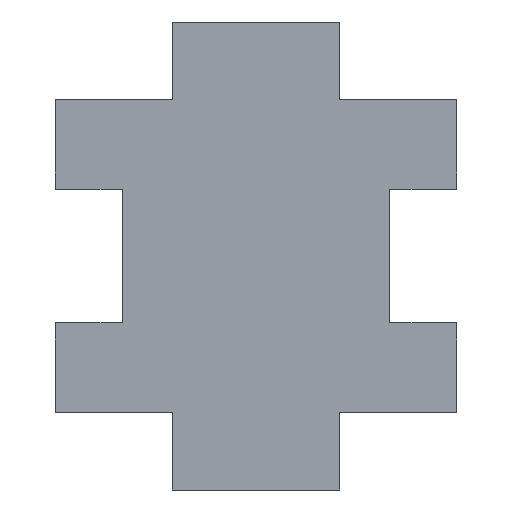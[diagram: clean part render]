
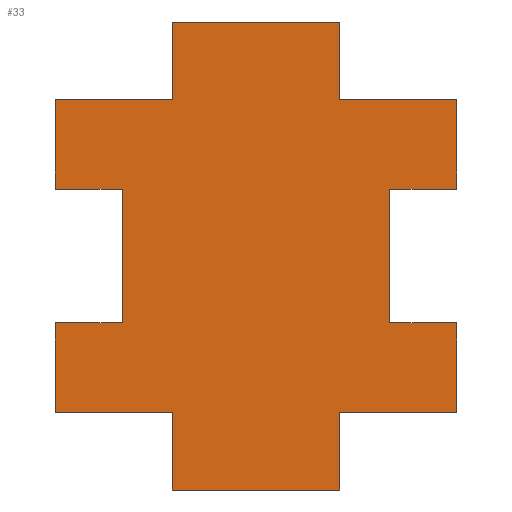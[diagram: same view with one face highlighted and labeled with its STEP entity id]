
A CAD part, front view. The second image highlights one B-rep face of the part: STEP entity #33.
In plain terms, the highlighted planar face has unit normal (0, -1, 0).
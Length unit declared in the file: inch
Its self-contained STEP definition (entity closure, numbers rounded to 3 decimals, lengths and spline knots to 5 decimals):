
#7 = CARTESIAN_POINT ( 'NONE',  ( 1.5, 0., -1.17126 ) ) ;
#14 = CARTESIAN_POINT ( 'NONE',  ( -1.5, 0., -0.5 ) ) ;
#15 = FACE_OUTER_BOUND ( 'NONE', #672, .T. ) ;
#24 = CARTESIAN_POINT ( 'NONE',  ( 1.5, 0., 0.5 ) ) ;
#26 = ORIENTED_EDGE ( 'NONE', *, *, #239, .F. ) ;
#30 = CARTESIAN_POINT ( 'NONE',  ( -0.625, 0., 1.75 ) ) ;
#33 = ADVANCED_FACE ( 'NONE', ( #15 ), #622, .F. ) ;
#38 = VERTEX_POINT ( 'NONE', #119 ) ;
#39 = CARTESIAN_POINT ( 'NONE',  ( -0.625, 0., -1.17126 ) ) ;
#45 = VERTEX_POINT ( 'NONE', #349 ) ;
#52 = CARTESIAN_POINT ( 'NONE',  ( -1.5, 0., -1.17126 ) ) ;
#54 = DIRECTION ( 'NONE',  ( 0., 0., 1. ) ) ;
#56 = DIRECTION ( 'NONE',  ( 0., 1., 0. ) ) ;
#58 = VERTEX_POINT ( 'NONE', #63 ) ;
#59 = CARTESIAN_POINT ( 'NONE',  ( 0., 0., 0. ) ) ;
#63 = CARTESIAN_POINT ( 'NONE',  ( 0.625, 0., -1.17126 ) ) ;
#64 = LINE ( 'NONE', #351, #503 ) ;
#67 = ORIENTED_EDGE ( 'NONE', *, *, #644, .F. ) ;
#72 = CARTESIAN_POINT ( 'NONE',  ( 0.625, 0., 1.17126 ) ) ;
#76 = DIRECTION ( 'NONE',  ( 1., 0., 0. ) ) ;
#78 = CARTESIAN_POINT ( 'NONE',  ( 0.625, 0., -1.75 ) ) ;
#82 = EDGE_CURVE ( 'NONE', #193, #406, #189, .T. ) ;
#91 = VERTEX_POINT ( 'NONE', #192 ) ;
#92 = ORIENTED_EDGE ( 'NONE', *, *, #146, .F. ) ;
#96 = CARTESIAN_POINT ( 'NONE',  ( 1., 0., 0.5 ) ) ;
#100 = CARTESIAN_POINT ( 'NONE',  ( 1., 0., -0.5 ) ) ;
#102 = LINE ( 'NONE', #668, #623 ) ;
#105 = EDGE_CURVE ( 'NONE', #574, #345, #112, .T. ) ;
#107 = VERTEX_POINT ( 'NONE', #133 ) ;
#108 = EDGE_CURVE ( 'NONE', #45, #58, #415, .T. ) ;
#111 = LINE ( 'NONE', #100, #234 ) ;
#112 = LINE ( 'NONE', #476, #542 ) ;
#116 = ORIENTED_EDGE ( 'NONE', *, *, #518, .F. ) ;
#119 = CARTESIAN_POINT ( 'NONE',  ( -1.5, 0., 0.5 ) ) ;
#120 = LINE ( 'NONE', #452, #692 ) ;
#121 = VECTOR ( 'NONE', #144, 39.37008 ) ;
#129 = LINE ( 'NONE', #167, #634 ) ;
#133 = CARTESIAN_POINT ( 'NONE',  ( 1., 0., -0.5 ) ) ;
#137 = LINE ( 'NONE', #78, #522 ) ;
#138 = DIRECTION ( 'NONE',  ( 0., 0., 1. ) ) ;
#143 = ORIENTED_EDGE ( 'NONE', *, *, #501, .F. ) ;
#144 = DIRECTION ( 'NONE',  ( -1., 0., 0. ) ) ;
#146 = EDGE_CURVE ( 'NONE', #438, #38, #732, .T. ) ;
#148 = CARTESIAN_POINT ( 'NONE',  ( 0.625, 0., 1.75 ) ) ;
#151 = CARTESIAN_POINT ( 'NONE',  ( 1.5, 0., 0.5 ) ) ;
#161 = ORIENTED_EDGE ( 'NONE', *, *, #451, .F. ) ;
#164 = CARTESIAN_POINT ( 'NONE',  ( -1.5, 0., -0.5 ) ) ;
#167 = CARTESIAN_POINT ( 'NONE',  ( 1., 0., 0.5 ) ) ;
#171 = CARTESIAN_POINT ( 'NONE',  ( -0.625, 0., 1.75 ) ) ;
#175 = VERTEX_POINT ( 'NONE', #190 ) ;
#178 = CARTESIAN_POINT ( 'NONE',  ( -1.5, 0., 1.17126 ) ) ;
#187 = EDGE_CURVE ( 'NONE', #627, #91, #137, .T. ) ;
#189 = LINE ( 'NONE', #195, #264 ) ;
#190 = CARTESIAN_POINT ( 'NONE',  ( 1.5, 0., -0.5 ) ) ;
#192 = CARTESIAN_POINT ( 'NONE',  ( -0.625, 0., -1.75 ) ) ;
#193 = VERTEX_POINT ( 'NONE', #72 ) ;
#194 = ORIENTED_EDGE ( 'NONE', *, *, #467, .F. ) ;
#195 = CARTESIAN_POINT ( 'NONE',  ( 1.5, 0., 1.17126 ) ) ;
#202 = LINE ( 'NONE', #14, #625 ) ;
#210 = CARTESIAN_POINT ( 'NONE',  ( -0.625, 0., -1.17126 ) ) ;
#213 = VECTOR ( 'NONE', #431, 39.37008 ) ;
#229 = EDGE_CURVE ( 'NONE', #566, #193, #336, .T. ) ;
#233 = DIRECTION ( 'NONE',  ( 0., 0., 1. ) ) ;
#234 = VECTOR ( 'NONE', #652, 39.37008 ) ;
#238 = CARTESIAN_POINT ( 'NONE',  ( -0.625, 0., -1.17126 ) ) ;
#239 = EDGE_CURVE ( 'NONE', #580, #442, #202, .T. ) ;
#244 = CARTESIAN_POINT ( 'NONE',  ( -1.5, 0., 0.5 ) ) ;
#251 = DIRECTION ( 'NONE',  ( 0., 0., -1. ) ) ;
#254 = VECTOR ( 'NONE', #251, 39.37008 ) ;
#257 = EDGE_CURVE ( 'NONE', #335, #456, #481, .T. ) ;
#261 = CARTESIAN_POINT ( 'NONE',  ( -0.625, 0., 1.17126 ) ) ;
#264 = VECTOR ( 'NONE', #306, 39.37008 ) ;
#269 = DIRECTION ( 'NONE',  ( 0., 0., 1. ) ) ;
#273 = LINE ( 'NONE', #399, #495 ) ;
#277 = CARTESIAN_POINT ( 'NONE',  ( -1., 0., 0.5 ) ) ;
#284 = VECTOR ( 'NONE', #269, 39.37008 ) ;
#295 = CARTESIAN_POINT ( 'NONE',  ( 0.625, 0., -1.75 ) ) ;
#306 = DIRECTION ( 'NONE',  ( 1., 0., 0. ) ) ;
#309 = DIRECTION ( 'NONE',  ( -1., 0., 0. ) ) ;
#312 = DIRECTION ( 'NONE',  ( -1., 0., 0. ) ) ;
#325 = CARTESIAN_POINT ( 'NONE',  ( -1., 0., -0.5 ) ) ;
#330 = ORIENTED_EDGE ( 'NONE', *, *, #514, .F. ) ;
#331 = AXIS2_PLACEMENT_3D ( 'NONE', #59, #56, #464 ) ;
#335 = VERTEX_POINT ( 'NONE', #151 ) ;
#336 = LINE ( 'NONE', #148, #254 ) ;
#341 = CARTESIAN_POINT ( 'NONE',  ( 0.625, 0., 1.75 ) ) ;
#343 = DIRECTION ( 'NONE',  ( 0., 0., -1. ) ) ;
#345 = VERTEX_POINT ( 'NONE', #261 ) ;
#349 = CARTESIAN_POINT ( 'NONE',  ( 1.5, 0., -1.17126 ) ) ;
#351 = CARTESIAN_POINT ( 'NONE',  ( 1.5, 0., -0.5 ) ) ;
#380 = ORIENTED_EDGE ( 'NONE', *, *, #82, .F. ) ;
#382 = VERTEX_POINT ( 'NONE', #39 ) ;
#393 = LINE ( 'NONE', #30, #284 ) ;
#396 = LINE ( 'NONE', #238, #597 ) ;
#398 = ORIENTED_EDGE ( 'NONE', *, *, #527, .F. ) ;
#399 = CARTESIAN_POINT ( 'NONE',  ( -1.5, 0., 1.17126 ) ) ;
#403 = VECTOR ( 'NONE', #309, 39.37008 ) ;
#406 = VERTEX_POINT ( 'NONE', #550 ) ;
#415 = LINE ( 'NONE', #7, #403 ) ;
#423 = VECTOR ( 'NONE', #619, 39.37008 ) ;
#430 = ORIENTED_EDGE ( 'NONE', *, *, #187, .F. ) ;
#431 = DIRECTION ( 'NONE',  ( -1., 0., 0. ) ) ;
#438 = VERTEX_POINT ( 'NONE', #277 ) ;
#441 = ORIENTED_EDGE ( 'NONE', *, *, #718, .F. ) ;
#442 = VERTEX_POINT ( 'NONE', #164 ) ;
#449 = ORIENTED_EDGE ( 'NONE', *, *, #257, .F. ) ;
#451 = EDGE_CURVE ( 'NONE', #345, #552, #393, .T. ) ;
#452 = CARTESIAN_POINT ( 'NONE',  ( -1., 0., -0.5 ) ) ;
#453 = VECTOR ( 'NONE', #710, 39.37008 ) ;
#456 = VERTEX_POINT ( 'NONE', #96 ) ;
#457 = ORIENTED_EDGE ( 'NONE', *, *, #572, .F. ) ;
#462 = LINE ( 'NONE', #543, #453 ) ;
#463 = DIRECTION ( 'NONE',  ( 0., 0., -1. ) ) ;
#464 = DIRECTION ( 'NONE',  ( 0., 0., 1. ) ) ;
#467 = EDGE_CURVE ( 'NONE', #456, #107, #129, .T. ) ;
#468 = ORIENTED_EDGE ( 'NONE', *, *, #611, .F. ) ;
#469 = EDGE_CURVE ( 'NONE', #406, #335, #462, .T. ) ;
#476 = CARTESIAN_POINT ( 'NONE',  ( -0.625, 0., 1.17126 ) ) ;
#481 = LINE ( 'NONE', #24, #121 ) ;
#482 = EDGE_CURVE ( 'NONE', #107, #175, #111, .T. ) ;
#495 = VECTOR ( 'NONE', #233, 39.37008 ) ;
#501 = EDGE_CURVE ( 'NONE', #552, #566, #575, .T. ) ;
#503 = VECTOR ( 'NONE', #463, 39.37008 ) ;
#514 = EDGE_CURVE ( 'NONE', #38, #574, #273, .T. ) ;
#518 = EDGE_CURVE ( 'NONE', #725, #438, #102, .T. ) ;
#522 = VECTOR ( 'NONE', #312, 39.37008 ) ;
#527 = EDGE_CURVE ( 'NONE', #442, #725, #120, .T. ) ;
#542 = VECTOR ( 'NONE', #76, 39.37008 ) ;
#543 = CARTESIAN_POINT ( 'NONE',  ( 1.5, 0., 1.17126 ) ) ;
#550 = CARTESIAN_POINT ( 'NONE',  ( 1.5, 0., 1.17126 ) ) ;
#552 = VERTEX_POINT ( 'NONE', #171 ) ;
#556 = CARTESIAN_POINT ( 'NONE',  ( 0.625, 0., -1.17126 ) ) ;
#563 = DIRECTION ( 'NONE',  ( 1., 0., 0. ) ) ;
#566 = VERTEX_POINT ( 'NONE', #662 ) ;
#572 = EDGE_CURVE ( 'NONE', #58, #627, #658, .T. ) ;
#574 = VERTEX_POINT ( 'NONE', #178 ) ;
#575 = LINE ( 'NONE', #341, #423 ) ;
#580 = VERTEX_POINT ( 'NONE', #52 ) ;
#594 = VECTOR ( 'NONE', #343, 39.37008 ) ;
#597 = VECTOR ( 'NONE', #675, 39.37008 ) ;
#611 = EDGE_CURVE ( 'NONE', #175, #45, #64, .T. ) ;
#619 = DIRECTION ( 'NONE',  ( 1., 0., 0. ) ) ;
#622 = PLANE ( 'NONE',  #331 ) ;
#623 = VECTOR ( 'NONE', #54, 39.37008 ) ;
#625 = VECTOR ( 'NONE', #138, 39.37008 ) ;
#627 = VERTEX_POINT ( 'NONE', #295 ) ;
#630 = ORIENTED_EDGE ( 'NONE', *, *, #229, .F. ) ;
#632 = ORIENTED_EDGE ( 'NONE', *, *, #105, .F. ) ;
#634 = VECTOR ( 'NONE', #707, 39.37008 ) ;
#639 = ORIENTED_EDGE ( 'NONE', *, *, #469, .F. ) ;
#644 = EDGE_CURVE ( 'NONE', #91, #382, #396, .T. ) ;
#652 = DIRECTION ( 'NONE',  ( 1., 0., 0. ) ) ;
#658 = LINE ( 'NONE', #556, #594 ) ;
#662 = CARTESIAN_POINT ( 'NONE',  ( 0.625, 0., 1.75 ) ) ;
#668 = CARTESIAN_POINT ( 'NONE',  ( -1., 0., 0.5 ) ) ;
#672 = EDGE_LOOP ( 'NONE', ( #67, #430, #457, #709, #468, #683, #194, #449, #639, #380, #630, #143, #161, #632, #330, #92, #116, #398, #26, #441 ) ) ;
#675 = DIRECTION ( 'NONE',  ( 0., 0., 1. ) ) ;
#683 = ORIENTED_EDGE ( 'NONE', *, *, #482, .F. ) ;
#686 = DIRECTION ( 'NONE',  ( -1., 0., 0. ) ) ;
#692 = VECTOR ( 'NONE', #563, 39.37008 ) ;
#695 = LINE ( 'NONE', #210, #213 ) ;
#707 = DIRECTION ( 'NONE',  ( 0., 0., -1. ) ) ;
#709 = ORIENTED_EDGE ( 'NONE', *, *, #108, .F. ) ;
#710 = DIRECTION ( 'NONE',  ( 0., 0., -1. ) ) ;
#714 = VECTOR ( 'NONE', #686, 39.37008 ) ;
#718 = EDGE_CURVE ( 'NONE', #382, #580, #695, .T. ) ;
#725 = VERTEX_POINT ( 'NONE', #325 ) ;
#732 = LINE ( 'NONE', #244, #714 ) ;
